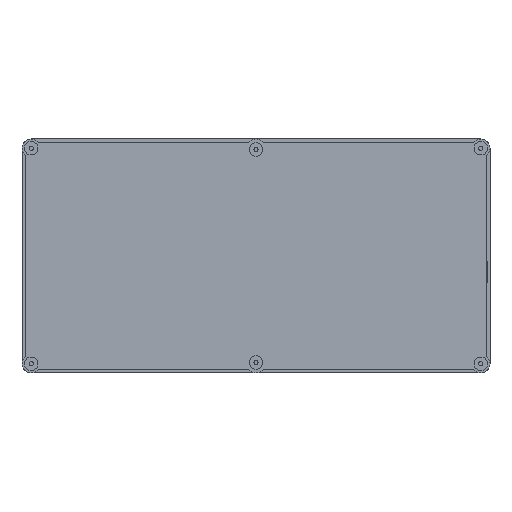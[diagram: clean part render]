
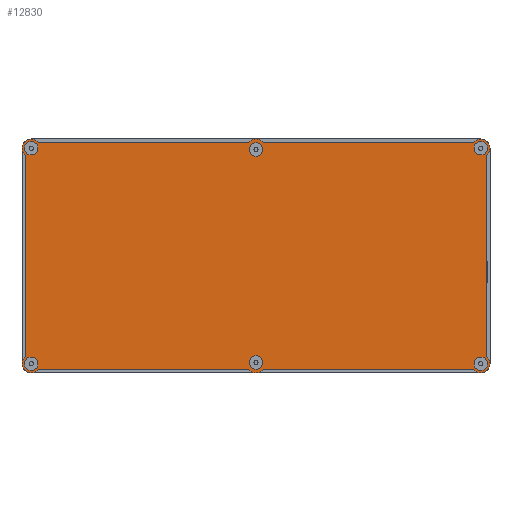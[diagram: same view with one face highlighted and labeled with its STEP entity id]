
A CAD part, front view. The second image highlights one B-rep face of the part: STEP entity #12830.
In plain terms, the highlighted planar face has unit normal (0, -1, 0).
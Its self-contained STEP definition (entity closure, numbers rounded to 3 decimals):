
#2836=DIRECTION('',(-1.,0.,0.));
#2837=VECTOR('',#2836,249.708);
#2838=CARTESIAN_POINT('',(258.684,-100.,135.2));
#2839=LINE('',#2838,#2837);
#2852=CARTESIAN_POINT('',(-267.,-100.,128.));
#2853=DIRECTION('',(0.,1.,0.));
#2854=DIRECTION('',(-0.655,0.,-0.756));
#2855=AXIS2_PLACEMENT_3D('',#2852,#2853,#2854);
#2857=CARTESIAN_POINT('',(0.,-100.,126.5));
#2858=DIRECTION('',(0.,1.,0.));
#2859=DIRECTION('',(-0.718,0.,0.696));
#2860=AXIS2_PLACEMENT_3D('',#2857,#2858,#2859);
#2862=CARTESIAN_POINT('',(267.,-100.,128.));
#2863=DIRECTION('',(0.,1.,0.));
#2864=DIRECTION('',(-0.756,0.,0.655));
#2865=AXIS2_PLACEMENT_3D('',#2862,#2863,#2864);
#2867=CARTESIAN_POINT('',(267.,-100.,128.));
#2868=DIRECTION('',(0.,1.,0.));
#2869=DIRECTION('',(1.,0.,0.));
#2870=AXIS2_PLACEMENT_3D('',#2867,#2868,#2869);
#2872=DIRECTION('',(0.,0.,-1.));
#2873=VECTOR('',#2872,239.368);
#2874=CARTESIAN_POINT('',(274.2,-100.,119.684));
#2875=LINE('',#2874,#2873);
#2876=CARTESIAN_POINT('',(267.,-100.,-128.));
#2877=DIRECTION('',(0.,1.,0.));
#2878=DIRECTION('',(0.655,0.,0.756));
#2879=AXIS2_PLACEMENT_3D('',#2876,#2877,#2878);
#2881=CARTESIAN_POINT('',(267.,-100.,-128.));
#2882=DIRECTION('',(0.,1.,0.));
#2883=DIRECTION('',(1.,0.,0.));
#2884=AXIS2_PLACEMENT_3D('',#2881,#2882,#2883);
#2886=CARTESIAN_POINT('',(0.,-100.,-126.5));
#2887=DIRECTION('',(0.,1.,0.));
#2888=DIRECTION('',(0.718,0.,-0.696));
#2889=AXIS2_PLACEMENT_3D('',#2886,#2887,#2888);
#2891=CARTESIAN_POINT('',(-267.,-100.,-128.));
#2892=DIRECTION('',(0.,1.,0.));
#2893=DIRECTION('',(0.756,0.,-0.655));
#2894=AXIS2_PLACEMENT_3D('',#2891,#2892,#2893);
#2896=CARTESIAN_POINT('',(-267.,-100.,128.));
#2897=DIRECTION('',(0.,-1.,0.));
#2898=DIRECTION('',(1.,0.,0.));
#2899=AXIS2_PLACEMENT_3D('',#2896,#2897,#2898);
#2901=CARTESIAN_POINT('',(-267.,-100.,128.));
#2902=DIRECTION('',(0.,-1.,0.));
#2903=DIRECTION('',(-1.,0.,0.));
#2904=AXIS2_PLACEMENT_3D('',#2901,#2902,#2903);
#2906=CARTESIAN_POINT('',(0.,-100.,126.5));
#2907=DIRECTION('',(0.,-1.,0.));
#2908=DIRECTION('',(1.,0.,0.));
#2909=AXIS2_PLACEMENT_3D('',#2906,#2907,#2908);
#2911=CARTESIAN_POINT('',(0.,-100.,126.5));
#2912=DIRECTION('',(0.,-1.,0.));
#2913=DIRECTION('',(-1.,0.,0.));
#2914=AXIS2_PLACEMENT_3D('',#2911,#2912,#2913);
#2916=CARTESIAN_POINT('',(267.,-100.,128.));
#2917=DIRECTION('',(0.,-1.,0.));
#2918=DIRECTION('',(1.,0.,0.));
#2919=AXIS2_PLACEMENT_3D('',#2916,#2917,#2918);
#2921=CARTESIAN_POINT('',(267.,-100.,128.));
#2922=DIRECTION('',(0.,-1.,0.));
#2923=DIRECTION('',(-1.,0.,0.));
#2924=AXIS2_PLACEMENT_3D('',#2921,#2922,#2923);
#2926=CARTESIAN_POINT('',(267.,-100.,-128.));
#2927=DIRECTION('',(0.,-1.,0.));
#2928=DIRECTION('',(1.,0.,0.));
#2929=AXIS2_PLACEMENT_3D('',#2926,#2927,#2928);
#2931=CARTESIAN_POINT('',(267.,-100.,-128.));
#2932=DIRECTION('',(0.,-1.,0.));
#2933=DIRECTION('',(-1.,0.,0.));
#2934=AXIS2_PLACEMENT_3D('',#2931,#2932,#2933);
#2936=CARTESIAN_POINT('',(0.,-100.,-126.5));
#2937=DIRECTION('',(0.,-1.,0.));
#2938=DIRECTION('',(1.,0.,0.));
#2939=AXIS2_PLACEMENT_3D('',#2936,#2937,#2938);
#2941=CARTESIAN_POINT('',(0.,-100.,-126.5));
#2942=DIRECTION('',(0.,-1.,0.));
#2943=DIRECTION('',(-1.,0.,0.));
#2944=AXIS2_PLACEMENT_3D('',#2941,#2942,#2943);
#2946=CARTESIAN_POINT('',(-267.,-100.,-128.));
#2947=DIRECTION('',(0.,-1.,0.));
#2948=DIRECTION('',(1.,0.,0.));
#2949=AXIS2_PLACEMENT_3D('',#2946,#2947,#2948);
#2951=CARTESIAN_POINT('',(-267.,-100.,-128.));
#2952=DIRECTION('',(0.,-1.,0.));
#2953=DIRECTION('',(-1.,0.,0.));
#2954=AXIS2_PLACEMENT_3D('',#2951,#2952,#2953);
#2956=DIRECTION('',(0.,0.,-1.));
#2957=VECTOR('',#2956,239.368);
#2958=CARTESIAN_POINT('',(-274.2,-100.,119.684));
#2959=LINE('',#2958,#2957);
#2986=DIRECTION('',(-1.,0.,0.));
#2987=VECTOR('',#2986,249.708);
#2988=CARTESIAN_POINT('',(-8.976,-100.,135.2));
#2989=LINE('',#2988,#2987);
#3146=DIRECTION('',(1.,0.,0.));
#3147=VECTOR('',#3146,249.708);
#3148=CARTESIAN_POINT('',(8.976,-100.,-135.2));
#3149=LINE('',#3148,#3147);
#3190=DIRECTION('',(1.,0.,0.));
#3191=VECTOR('',#3190,249.708);
#3192=CARTESIAN_POINT('',(-258.684,-100.,-135.2));
#3193=LINE('',#3192,#3191);
#6955=CARTESIAN_POINT('',(274.2,-100.,119.684));
#6957=VERTEX_POINT('',#6955);
#6959=CARTESIAN_POINT('',(278.,-100.,128.));
#6960=VERTEX_POINT('',#6959);
#6961=CARTESIAN_POINT('',(258.684,-100.,135.2));
#6962=VERTEX_POINT('',#6961);
#6969=CARTESIAN_POINT('',(258.684,-100.,-135.2));
#6971=VERTEX_POINT('',#6969);
#6973=CARTESIAN_POINT('',(278.,-100.,-128.));
#6974=VERTEX_POINT('',#6973);
#6975=CARTESIAN_POINT('',(274.2,-100.,-119.684));
#6976=VERTEX_POINT('',#6975);
#6983=CARTESIAN_POINT('',(-274.2,-100.,-119.684));
#6985=VERTEX_POINT('',#6983);
#6987=CARTESIAN_POINT('',(-258.684,-100.,-135.2));
#6988=VERTEX_POINT('',#6987);
#6993=CARTESIAN_POINT('',(-258.684,-100.,135.2));
#6995=VERTEX_POINT('',#6993);
#6997=CARTESIAN_POINT('',(-274.2,-100.,119.684));
#6998=VERTEX_POINT('',#6997);
#7019=CARTESIAN_POINT('',(-8.976,-100.,135.2));
#7020=VERTEX_POINT('',#7019);
#7021=CARTESIAN_POINT('',(8.976,-100.,135.2));
#7022=VERTEX_POINT('',#7021);
#7023=CARTESIAN_POINT('',(8.976,-100.,-135.2));
#7024=VERTEX_POINT('',#7023);
#7025=CARTESIAN_POINT('',(-8.976,-100.,-135.2));
#7026=VERTEX_POINT('',#7025);
#7027=CARTESIAN_POINT('',(-259.,-100.,128.));
#7028=CARTESIAN_POINT('',(-275.,-100.,128.));
#7029=VERTEX_POINT('',#7027);
#7030=VERTEX_POINT('',#7028);
#7031=CARTESIAN_POINT('',(8.,-100.,126.5));
#7032=CARTESIAN_POINT('',(-8.,-100.,126.5));
#7033=VERTEX_POINT('',#7031);
#7034=VERTEX_POINT('',#7032);
#7035=CARTESIAN_POINT('',(275.,-100.,128.));
#7036=CARTESIAN_POINT('',(259.,-100.,128.));
#7037=VERTEX_POINT('',#7035);
#7038=VERTEX_POINT('',#7036);
#7039=CARTESIAN_POINT('',(275.,-100.,-128.));
#7040=CARTESIAN_POINT('',(259.,-100.,-128.));
#7041=VERTEX_POINT('',#7039);
#7042=VERTEX_POINT('',#7040);
#7043=CARTESIAN_POINT('',(8.,-100.,-126.5));
#7044=CARTESIAN_POINT('',(-8.,-100.,-126.5));
#7045=VERTEX_POINT('',#7043);
#7046=VERTEX_POINT('',#7044);
#7047=CARTESIAN_POINT('',(-259.,-100.,-128.));
#7048=CARTESIAN_POINT('',(-275.,-100.,-128.));
#7049=VERTEX_POINT('',#7047);
#7050=VERTEX_POINT('',#7048);
#12766=CARTESIAN_POINT('',(-0.001,-100.,0.));
#12767=DIRECTION('',(0.,1.,0.));
#12768=DIRECTION('',(1.,0.,0.));
#12769=AXIS2_PLACEMENT_3D('',#12766,#12767,#12768);
#12770=PLANE('',#12769);
#12772=ORIENTED_EDGE('',*,*,#12771,.F.);
#12773=ORIENTED_EDGE('',*,*,#12712,.T.);
#12775=ORIENTED_EDGE('',*,*,#12774,.F.);
#12777=ORIENTED_EDGE('',*,*,#12776,.T.);
#12778=ORIENTED_EDGE('',*,*,#12757,.F.);
#12779=ORIENTED_EDGE('',*,*,#12599,.T.);
#12780=ORIENTED_EDGE('',*,*,#12597,.T.);
#12782=ORIENTED_EDGE('',*,*,#12781,.T.);
#12783=ORIENTED_EDGE('',*,*,#12638,.T.);
#12784=ORIENTED_EDGE('',*,*,#12636,.T.);
#12786=ORIENTED_EDGE('',*,*,#12785,.F.);
#12788=ORIENTED_EDGE('',*,*,#12787,.T.);
#12790=ORIENTED_EDGE('',*,*,#12789,.F.);
#12791=ORIENTED_EDGE('',*,*,#12676,.T.);
#12792=EDGE_LOOP('',(#12772,#12773,#12775,#12777,#12778,#12779,#12780,#12782,
#12783,#12784,#12786,#12788,#12790,#12791));
#12793=FACE_OUTER_BOUND('',#12792,.F.);
#12795=ORIENTED_EDGE('',*,*,#12794,.T.);
#12797=ORIENTED_EDGE('',*,*,#12796,.T.);
#12798=EDGE_LOOP('',(#12795,#12797));
#12799=FACE_BOUND('',#12798,.F.);
#12801=ORIENTED_EDGE('',*,*,#12800,.T.);
#12803=ORIENTED_EDGE('',*,*,#12802,.T.);
#12804=EDGE_LOOP('',(#12801,#12803));
#12805=FACE_BOUND('',#12804,.F.);
#12807=ORIENTED_EDGE('',*,*,#12806,.T.);
#12809=ORIENTED_EDGE('',*,*,#12808,.T.);
#12810=EDGE_LOOP('',(#12807,#12809));
#12811=FACE_BOUND('',#12810,.F.);
#12813=ORIENTED_EDGE('',*,*,#12812,.T.);
#12815=ORIENTED_EDGE('',*,*,#12814,.T.);
#12816=EDGE_LOOP('',(#12813,#12815));
#12817=FACE_BOUND('',#12816,.F.);
#12819=ORIENTED_EDGE('',*,*,#12818,.T.);
#12821=ORIENTED_EDGE('',*,*,#12820,.T.);
#12822=EDGE_LOOP('',(#12819,#12821));
#12823=FACE_BOUND('',#12822,.F.);
#12825=ORIENTED_EDGE('',*,*,#12824,.T.);
#12827=ORIENTED_EDGE('',*,*,#12826,.T.);
#12828=EDGE_LOOP('',(#12825,#12827));
#12829=FACE_BOUND('',#12828,.F.);
#12830=ADVANCED_FACE('',(#12793,#12799,#12805,#12811,#12817,#12823,#12829),
#12770,.F.);
#2856=CIRCLE('',#2855,11.);
#2861=CIRCLE('',#2860,12.5);
#2866=CIRCLE('',#2865,11.);
#2871=CIRCLE('',#2870,11.);
#2880=CIRCLE('',#2879,11.);
#2885=CIRCLE('',#2884,11.);
#2890=CIRCLE('',#2889,12.5);
#2895=CIRCLE('',#2894,11.);
#2900=CIRCLE('',#2899,8.);
#2905=CIRCLE('',#2904,8.);
#2910=CIRCLE('',#2909,8.);
#2915=CIRCLE('',#2914,8.);
#2920=CIRCLE('',#2919,8.);
#2925=CIRCLE('',#2924,8.);
#2930=CIRCLE('',#2929,8.);
#2935=CIRCLE('',#2934,8.);
#2940=CIRCLE('',#2939,8.);
#2945=CIRCLE('',#2944,8.);
#2950=CIRCLE('',#2949,8.);
#2955=CIRCLE('',#2954,8.);
#12597=EDGE_CURVE('',#6960,#6957,#2871,.T.);
#12599=EDGE_CURVE('',#6962,#6960,#2866,.T.);
#12636=EDGE_CURVE('',#6974,#6971,#2885,.T.);
#12638=EDGE_CURVE('',#6976,#6974,#2880,.T.);
#12676=EDGE_CURVE('',#6988,#6985,#2895,.T.);
#12712=EDGE_CURVE('',#6998,#6995,#2856,.T.);
#12757=EDGE_CURVE('',#6962,#7022,#2839,.T.);
#12771=EDGE_CURVE('',#6998,#6985,#2959,.T.);
#12774=EDGE_CURVE('',#7020,#6995,#2989,.T.);
#12776=EDGE_CURVE('',#7020,#7022,#2861,.T.);
#12781=EDGE_CURVE('',#6957,#6976,#2875,.T.);
#12785=EDGE_CURVE('',#7024,#6971,#3149,.T.);
#12787=EDGE_CURVE('',#7024,#7026,#2890,.T.);
#12789=EDGE_CURVE('',#6988,#7026,#3193,.T.);
#12794=EDGE_CURVE('',#7029,#7030,#2900,.T.);
#12796=EDGE_CURVE('',#7030,#7029,#2905,.T.);
#12800=EDGE_CURVE('',#7033,#7034,#2910,.T.);
#12802=EDGE_CURVE('',#7034,#7033,#2915,.T.);
#12806=EDGE_CURVE('',#7037,#7038,#2920,.T.);
#12808=EDGE_CURVE('',#7038,#7037,#2925,.T.);
#12812=EDGE_CURVE('',#7041,#7042,#2930,.T.);
#12814=EDGE_CURVE('',#7042,#7041,#2935,.T.);
#12818=EDGE_CURVE('',#7045,#7046,#2940,.T.);
#12820=EDGE_CURVE('',#7046,#7045,#2945,.T.);
#12824=EDGE_CURVE('',#7049,#7050,#2950,.T.);
#12826=EDGE_CURVE('',#7050,#7049,#2955,.T.);
